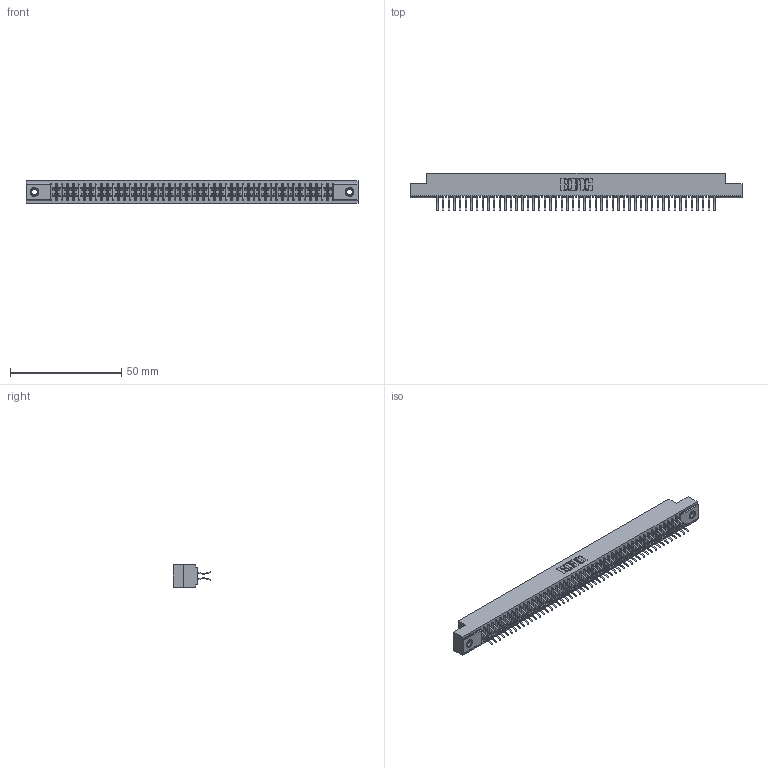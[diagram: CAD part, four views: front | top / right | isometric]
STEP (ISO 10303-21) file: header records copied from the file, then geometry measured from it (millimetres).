
FILE_DESCRIPTION (( 'STEP AP203' ), '1' );
FILE_NAME ('391-100-556-207.STEP', '2018-08-09T19:39:35', ( '' ), ( '' ), 'SwSTEP 2.0', 'SolidWorks 2016', '' );
FILE_SCHEMA (( 'CONFIG_CONTROL_DESIGN' ));
Length unit declared in the file: inch
Products named in the file (4): 341 Part_.156 (3.96) Dia Mounting Holes; 341-292-001_341-292-156; 345-250-001_345-250-005-103; 391-100-556-207
Assembly tree (103 placements, depth 2):
  391-100-556-207
    341 Part_.156 (3.96) Dia Mounting Holes
    341-292-001_341-292-156  x100
    345-250-001_345-250-005-103  x2
Bounding box: 149.22 x 17.07 x 10.16 mm (x, y, z)
Volume: 839.9 mm3; surface area: 20090.2 mm2
Topology: 102 solids, 103 shells, 7169 faces, 20802 edges, 13490 vertices
Faces by surface type: plane 4093, cylinder 2860, sphere 102, torus 102, cone 12
Entity records: 60770 total; most frequent: CARTESIAN_POINT 10085, ORIENTED_EDGE 10016, DIRECTION 9796, EDGE_CURVE 5008, LINE 4046, VECTOR 4046, VERTEX_POINT 3164, AXIS2_PLACEMENT_3D 2875
